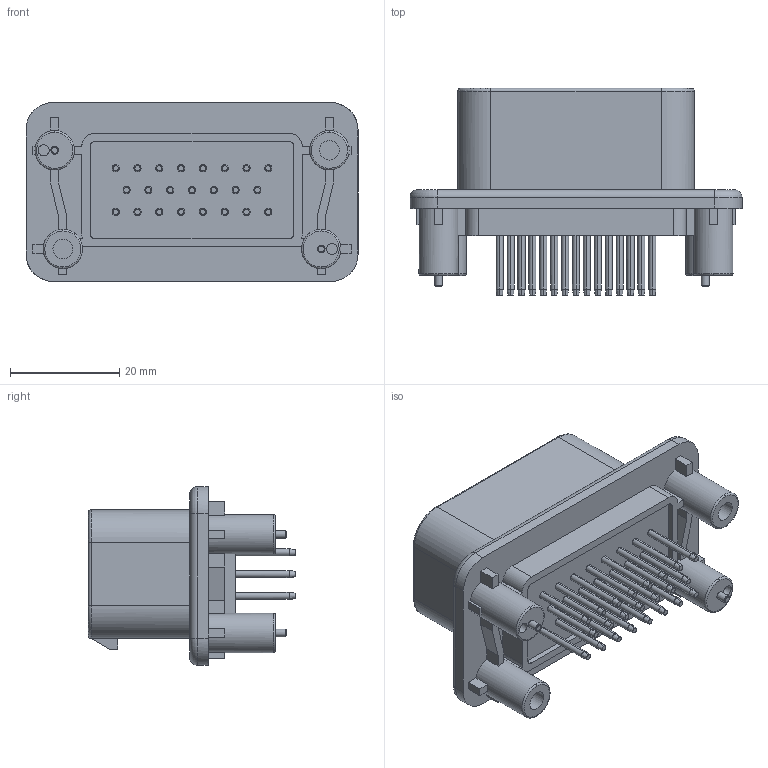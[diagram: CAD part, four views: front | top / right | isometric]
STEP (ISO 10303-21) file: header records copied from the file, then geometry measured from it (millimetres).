
FILE_DESCRIPTION( ('This file contains a STEP AP42 implementation' ,'as created by ZW3D STEP Interface translator.') ,'2;1' );
FILE_NAME( '74040-3MS023ABSMJA4(W).stp' ,'23 313.101328', (''), ('ZWCAD Software Co.'), 'Version 1.0', 'ZW3D to STEP translator', '' );
FILE_SCHEMA(('AUTOMOTIVE_DESIGN { 1 0 10303 214 1 1 1 1 }'));
Length unit declared in the file: millimetre
Products named in the file (2): 0; 1
Bounding box: 60.9 x 38 x 32.8 mm (x, y, z)
Volume: 14463.4 mm3; surface area: 14842.6 mm2
Topology: 1 solids, 5 shells, 1657 faces, 4643 edges, 2989 vertices
Faces by surface type: plane 918, cylinder 396, bspline 150, cone 126, sphere 43, torus 24
Full cylindrical faces by diameter (mm): 1.4 x2, 2 x2, 3.6 x2, 7.2 x4
Entity records: 93661 total; most frequent: CARTESIAN_POINT 57570, ORIENTED_EDGE 9130, EDGE_CURVE 4565, DIRECTION 4112, B_SPLINE_CURVE_WITH_KNOTS 3793, VERTEX_POINT 2989, AXIS2_PLACEMENT_3D 1832, EDGE_LOOP 1736
